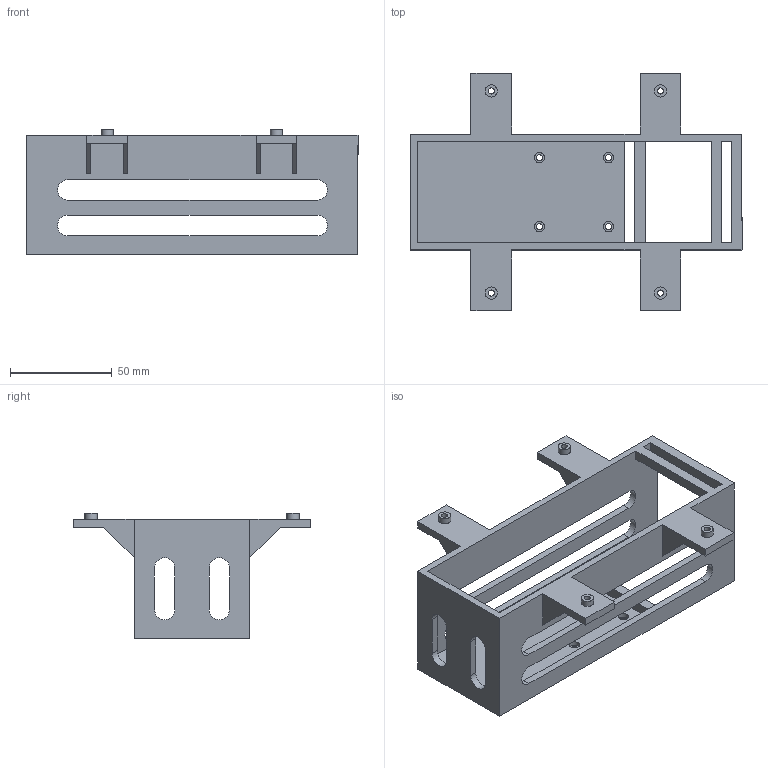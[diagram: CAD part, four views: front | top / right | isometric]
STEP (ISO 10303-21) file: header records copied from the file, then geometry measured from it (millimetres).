
FILE_DESCRIPTION(/* description */ (''),/* implementation_level */ '2;1');
FILE_NAME(/* name */ 'Battery Housing.step',/* time_stamp */ '2024-10-03T00:01:21+06:00',/* author */ (''),/* organization */ (''),/* preprocessor_version */ 'ST-DEVELOPER v20',/* originating_system */ 'Autodesk Translation Framework v13.20.0.188',/* authorisation */ '');
FILE_SCHEMA (('AUTOMOTIVE_DESIGN { 1 0 10303 214 3 1 1 }'));
Length unit declared in the file: millimetre
Products named in the file (2): UAV fully assembled; Battery Housing v1
Assembly tree (1 placements, depth 2):
  UAV fully assembled
    Battery Housing v1
Bounding box: 163.5 x 117 x 62 mm (x, y, z)
Volume: 100825.2 mm3; surface area: 60375.5 mm2
Topology: 1 solids, 1 shells, 99 faces, 276 edges, 184 vertices
Faces by surface type: plane 71, cylinder 28
Full cylindrical faces by diameter (mm): 3 x8, 5 x4, 6 x4
Entity records: 3287 total; most frequent: CARTESIAN_POINT 562, ORIENTED_EDGE 552, DIRECTION 536, EDGE_CURVE 276, LINE 220, VECTOR 220, VERTEX_POINT 184, AXIS2_PLACEMENT_3D 158
